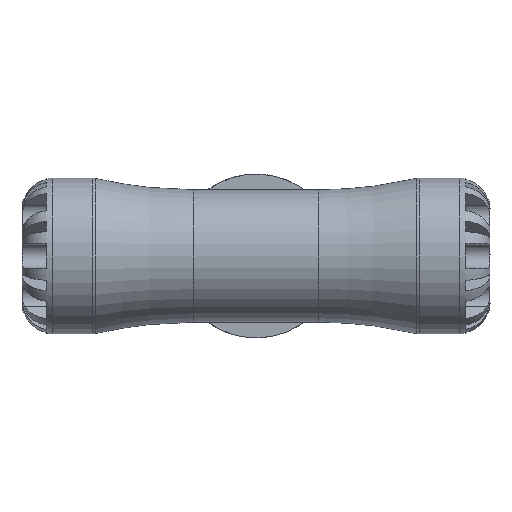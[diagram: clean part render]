
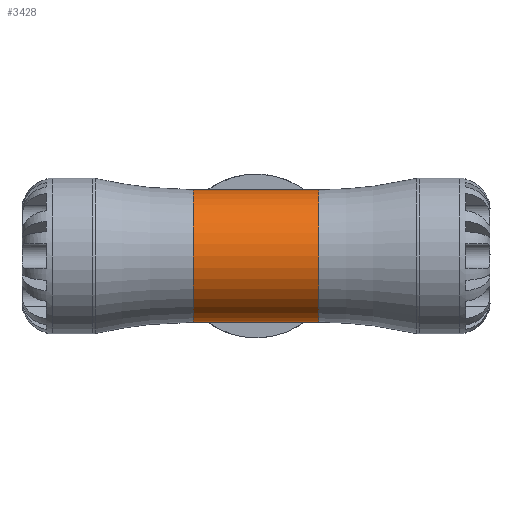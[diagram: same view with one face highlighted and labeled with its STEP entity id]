
A CAD part, front view. The second image highlights one B-rep face of the part: STEP entity #3428.
In plain terms, the highlighted cylindrical face has radius 17.425 mm (diameter 34.85 mm), a full revolution.
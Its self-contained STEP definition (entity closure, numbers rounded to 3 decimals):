
#604=B_SPLINE_CURVE_WITH_KNOTS('',3,(#4997,#4998,#4999,#5000,#5001,#5002,
#5003,#5004,#5005,#5006,#5007,#5008,#5009,#5010,#5011,#5012,#5013,#5014,
#5015,#5016,#5017,#5018,#5019,#5020,#5021,#5022,#5023,#5024,#5025,#5026,
#5027,#5028,#5029,#5030,#5031,#5032,#5033,#5034,#5035,#5036,#5037,#5038,
#5039,#5040,#5041,#5042,#5043,#5044,#5045,#5046,#5047,#5048,#5049,#5050,
#5051,#5052,#5053,#5054,#5055,#5056,#5057,#5058,#5059,#5060,#5061,#5062,
#5063,#5064,#5065,#5066,#5067,#5068,#5069,#5070),.UNSPECIFIED.,.T.,.F.,
(4,2,2,2,2,2,2,2,2,2,2,2,2,2,2,2,2,2,2,2,2,2,2,2,2,2,2,2,2,2,2,2,2,2,2,
2,4),(0.,0.188,0.375,0.75,1.126,
1.501,1.836,2.17,2.505,2.839,
3.174,3.509,3.843,4.178,4.553,
4.928,5.304,5.491,5.679,5.866,
6.054,6.429,6.804,7.18,7.514,
7.849,8.184,8.518,8.853,9.187,
9.522,9.857,10.232,10.607,10.982,
11.17,11.358),.UNSPECIFIED.);
#701=FACE_BOUND('',#938,.T.);
#702=FACE_BOUND('',#939,.T.);
#732=FACE_OUTER_BOUND('',#937,.T.);
#937=EDGE_LOOP('',(#2173));
#938=EDGE_LOOP('',(#2174));
#939=EDGE_LOOP('',(#2175));
#1173=CIRCLE('',#3636,17.425);
#1174=CIRCLE('',#3637,17.425);
#1349=VERTEX_POINT('',#4992);
#1350=VERTEX_POINT('',#4994);
#1351=VERTEX_POINT('',#4996);
#1674=EDGE_CURVE('',#1349,#1349,#1173,.T.);
#1675=EDGE_CURVE('',#1350,#1350,#1174,.T.);
#1676=EDGE_CURVE('',#1351,#1351,#604,.T.);
#2173=ORIENTED_EDGE('',*,*,#1674,.F.);
#2174=ORIENTED_EDGE('',*,*,#1675,.T.);
#2175=ORIENTED_EDGE('',*,*,#1676,.F.);
#3171=CYLINDRICAL_SURFACE('',#3635,17.425);
#3428=ADVANCED_FACE('',(#732,#701,#702),#3171,.T.);
#3635=AXIS2_PLACEMENT_3D('',#4991,#4018,#4019);
#3636=AXIS2_PLACEMENT_3D('',#4993,#4020,#4021);
#3637=AXIS2_PLACEMENT_3D('',#4995,#4022,#4023);
#4018=DIRECTION('center_axis',(1.,0.,0.));
#4019=DIRECTION('ref_axis',(0.,1.,0.));
#4020=DIRECTION('center_axis',(1.,0.,0.));
#4021=DIRECTION('ref_axis',(0.,0.,-1.));
#4022=DIRECTION('center_axis',(1.,0.,0.));
#4023=DIRECTION('ref_axis',(0.,0.,-1.));
#4991=CARTESIAN_POINT('Origin',(8.25,0.,0.));
#4992=CARTESIAN_POINT('',(16.5,17.425,0.));
#4993=CARTESIAN_POINT('Origin',(16.5,0.,0.));
#4994=CARTESIAN_POINT('',(-16.5,17.425,0.));
#4995=CARTESIAN_POINT('Origin',(-16.5,0.,0.));
#4996=CARTESIAN_POINT('',(0.,5.888,-16.4));
#4997=CARTESIAN_POINT('Ctrl Pts',(0.,5.888,
-16.4));
#4998=CARTESIAN_POINT('Ctrl Pts',(-0.625,5.888,-16.4));
#4999=CARTESIAN_POINT('Ctrl Pts',(-1.209,5.987,-16.365));
#5000=CARTESIAN_POINT('Ctrl Pts',(-2.325,6.308,-16.244));
#5001=CARTESIAN_POINT('Ctrl Pts',(-2.859,6.53,-16.158));
#5002=CARTESIAN_POINT('Ctrl Pts',(-4.419,7.306,-15.829));
#5003=CARTESIAN_POINT('Ctrl Pts',(-5.407,7.967,-15.518));
#5004=CARTESIAN_POINT('Ctrl Pts',(-7.335,9.383,-14.706));
#5005=CARTESIAN_POINT('Ctrl Pts',(-8.266,10.137,-14.204));
#5006=CARTESIAN_POINT('Ctrl Pts',(-10.023,11.615,-13.024));
#5007=CARTESIAN_POINT('Ctrl Pts',(-10.848,12.339,-12.345));
#5008=CARTESIAN_POINT('Ctrl Pts',(-12.264,13.601,-10.929));
#5009=CARTESIAN_POINT('Ctrl Pts',(-12.913,14.19,-10.164));
#5010=CARTESIAN_POINT('Ctrl Pts',(-14.089,15.268,-8.458));
#5011=CARTESIAN_POINT('Ctrl Pts',(-14.616,15.757,-7.518));
#5012=CARTESIAN_POINT('Ctrl Pts',(-15.485,16.566,-5.511));
#5013=CARTESIAN_POINT('Ctrl Pts',(-15.827,16.886,-4.442));
#5014=CARTESIAN_POINT('Ctrl Pts',(-16.284,17.316,-2.244));
#5015=CARTESIAN_POINT('Ctrl Pts',(-16.4,17.425,-1.115));
#5016=CARTESIAN_POINT('Ctrl Pts',(-16.4,17.425,1.115));
#5017=CARTESIAN_POINT('Ctrl Pts',(-16.284,17.316,2.244));
#5018=CARTESIAN_POINT('Ctrl Pts',(-15.827,16.886,4.442));
#5019=CARTESIAN_POINT('Ctrl Pts',(-15.485,16.566,5.511));
#5020=CARTESIAN_POINT('Ctrl Pts',(-14.616,15.757,7.518));
#5021=CARTESIAN_POINT('Ctrl Pts',(-14.089,15.268,8.458));
#5022=CARTESIAN_POINT('Ctrl Pts',(-12.913,14.19,10.164));
#5023=CARTESIAN_POINT('Ctrl Pts',(-12.264,13.601,10.929));
#5024=CARTESIAN_POINT('Ctrl Pts',(-10.848,12.339,12.345));
#5025=CARTESIAN_POINT('Ctrl Pts',(-10.023,11.615,13.024));
#5026=CARTESIAN_POINT('Ctrl Pts',(-8.266,10.137,14.204));
#5027=CARTESIAN_POINT('Ctrl Pts',(-7.335,9.383,14.706));
#5028=CARTESIAN_POINT('Ctrl Pts',(-5.407,7.967,15.518));
#5029=CARTESIAN_POINT('Ctrl Pts',(-4.419,7.306,15.829));
#5030=CARTESIAN_POINT('Ctrl Pts',(-2.859,6.53,16.158));
#5031=CARTESIAN_POINT('Ctrl Pts',(-2.325,6.308,16.244));
#5032=CARTESIAN_POINT('Ctrl Pts',(-1.209,5.987,16.365));
#5033=CARTESIAN_POINT('Ctrl Pts',(-0.625,5.888,16.4));
#5034=CARTESIAN_POINT('Ctrl Pts',(0.625,5.888,16.4));
#5035=CARTESIAN_POINT('Ctrl Pts',(1.209,5.987,16.365));
#5036=CARTESIAN_POINT('Ctrl Pts',(2.325,6.308,16.244));
#5037=CARTESIAN_POINT('Ctrl Pts',(2.859,6.53,16.158));
#5038=CARTESIAN_POINT('Ctrl Pts',(4.419,7.306,15.829));
#5039=CARTESIAN_POINT('Ctrl Pts',(5.407,7.967,15.518));
#5040=CARTESIAN_POINT('Ctrl Pts',(7.335,9.383,14.706));
#5041=CARTESIAN_POINT('Ctrl Pts',(8.266,10.137,14.204));
#5042=CARTESIAN_POINT('Ctrl Pts',(10.023,11.615,13.024));
#5043=CARTESIAN_POINT('Ctrl Pts',(10.848,12.339,12.345));
#5044=CARTESIAN_POINT('Ctrl Pts',(12.264,13.601,10.929));
#5045=CARTESIAN_POINT('Ctrl Pts',(12.913,14.19,10.164));
#5046=CARTESIAN_POINT('Ctrl Pts',(14.089,15.268,8.458));
#5047=CARTESIAN_POINT('Ctrl Pts',(14.616,15.757,7.518));
#5048=CARTESIAN_POINT('Ctrl Pts',(15.485,16.566,5.511));
#5049=CARTESIAN_POINT('Ctrl Pts',(15.827,16.886,4.442));
#5050=CARTESIAN_POINT('Ctrl Pts',(16.284,17.316,2.244));
#5051=CARTESIAN_POINT('Ctrl Pts',(16.4,17.425,1.115));
#5052=CARTESIAN_POINT('Ctrl Pts',(16.4,17.425,-1.115));
#5053=CARTESIAN_POINT('Ctrl Pts',(16.284,17.316,-2.244));
#5054=CARTESIAN_POINT('Ctrl Pts',(15.827,16.886,-4.442));
#5055=CARTESIAN_POINT('Ctrl Pts',(15.485,16.566,-5.511));
#5056=CARTESIAN_POINT('Ctrl Pts',(14.616,15.757,-7.518));
#5057=CARTESIAN_POINT('Ctrl Pts',(14.089,15.268,-8.458));
#5058=CARTESIAN_POINT('Ctrl Pts',(12.913,14.19,-10.164));
#5059=CARTESIAN_POINT('Ctrl Pts',(12.264,13.601,-10.929));
#5060=CARTESIAN_POINT('Ctrl Pts',(10.848,12.339,-12.345));
#5061=CARTESIAN_POINT('Ctrl Pts',(10.023,11.615,-13.024));
#5062=CARTESIAN_POINT('Ctrl Pts',(8.266,10.137,-14.204));
#5063=CARTESIAN_POINT('Ctrl Pts',(7.335,9.383,-14.706));
#5064=CARTESIAN_POINT('Ctrl Pts',(5.407,7.967,-15.518));
#5065=CARTESIAN_POINT('Ctrl Pts',(4.419,7.306,-15.829));
#5066=CARTESIAN_POINT('Ctrl Pts',(2.859,6.53,-16.158));
#5067=CARTESIAN_POINT('Ctrl Pts',(2.325,6.308,-16.244));
#5068=CARTESIAN_POINT('Ctrl Pts',(1.209,5.987,-16.365));
#5069=CARTESIAN_POINT('Ctrl Pts',(0.625,5.888,-16.4));
#5070=CARTESIAN_POINT('Ctrl Pts',(0.,5.888,-16.4));
